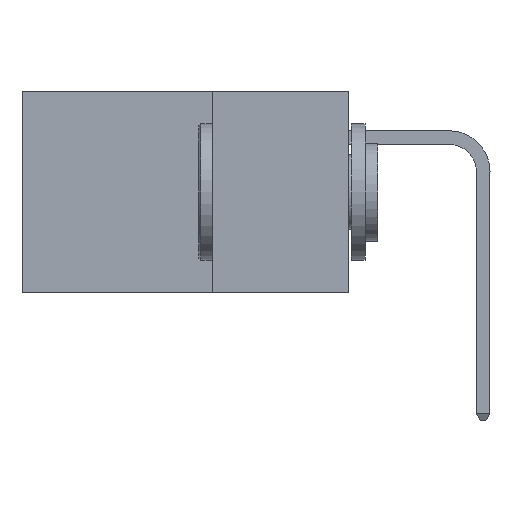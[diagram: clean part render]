
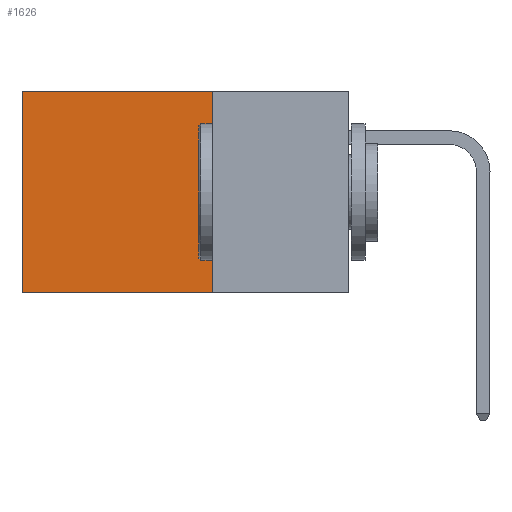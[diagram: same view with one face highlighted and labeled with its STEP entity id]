
A CAD part, left-side view. The second image highlights one B-rep face of the part: STEP entity #1626.
In plain terms, the highlighted planar face has unit normal (-1, 0, 0).
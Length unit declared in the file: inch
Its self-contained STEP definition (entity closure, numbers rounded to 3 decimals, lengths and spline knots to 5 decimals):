
#1624 = VERTEX_POINT ( 'NONE', #23246 ) ;
#1626 = ADVANCED_FACE ( 'NONE', ( #9749 ), #23239, .F. ) ;
#4072 = DIRECTION ( 'NONE',  ( 0., 1., 0. ) ) ;
#6009 = DIRECTION ( 'NONE',  ( 0., 0., -1. ) ) ;
#6696 = CARTESIAN_POINT ( 'NONE',  ( 0.2875, 0.6, 0. ) ) ;
#6957 = ORIENTED_EDGE ( 'NONE', *, *, #11025, .F. ) ;
#6973 = DIRECTION ( 'NONE',  ( 0., 0., -1. ) ) ;
#7157 = LINE ( 'NONE', #29173, #7635 ) ;
#7269 = CARTESIAN_POINT ( 'NONE',  ( 0.2875, 0.6, 0. ) ) ;
#7635 = VECTOR ( 'NONE', #12326, 39.37008 ) ;
#7636 = EDGE_CURVE ( 'NONE', #14043, #35880, #13433, .T. ) ;
#8262 = VECTOR ( 'NONE', #6009, 39.37008 ) ;
#8680 = LINE ( 'NONE', #17400, #8262 ) ;
#9693 = EDGE_CURVE ( 'NONE', #1624, #35880, #24996, .T. ) ;
#9749 = FACE_OUTER_BOUND ( 'NONE', #13436, .T. ) ;
#11025 = EDGE_CURVE ( 'NONE', #18140, #1624, #8680, .T. ) ;
#11770 = ORIENTED_EDGE ( 'NONE', *, *, #7636, .T. ) ;
#12326 = DIRECTION ( 'NONE',  ( 0., 1., 0. ) ) ;
#12532 = VECTOR ( 'NONE', #6973, 39.37008 ) ;
#12851 = CARTESIAN_POINT ( 'NONE',  ( 0.2875, 0.25, 0. ) ) ;
#13433 = LINE ( 'NONE', #7269, #12532 ) ;
#13436 = EDGE_LOOP ( 'NONE', ( #11770, #30660, #6957, #34731 ) ) ;
#13626 = EDGE_CURVE ( 'NONE', #18140, #14043, #7157, .T. ) ;
#14043 = VERTEX_POINT ( 'NONE', #6696 ) ;
#17400 = CARTESIAN_POINT ( 'NONE',  ( 0.2875, 0.25, 0. ) ) ;
#18140 = VERTEX_POINT ( 'NONE', #12851 ) ;
#21267 = CARTESIAN_POINT ( 'NONE',  ( 0.2875, 0.25, -0.37 ) ) ;
#22146 = AXIS2_PLACEMENT_3D ( 'NONE', #23406, #23208, #23171 ) ;
#23171 = DIRECTION ( 'NONE',  ( 0., 0., -1. ) ) ;
#23208 = DIRECTION ( 'NONE',  ( 1., 0., 0. ) ) ;
#23239 = PLANE ( 'NONE',  #22146 ) ;
#23246 = CARTESIAN_POINT ( 'NONE',  ( 0.2875, 0.25, -0.37 ) ) ;
#23406 = CARTESIAN_POINT ( 'NONE',  ( 0.2875, 0.25, 0. ) ) ;
#24848 = VECTOR ( 'NONE', #4072, 39.37008 ) ;
#24996 = LINE ( 'NONE', #21267, #24848 ) ;
#29173 = CARTESIAN_POINT ( 'NONE',  ( 0.2875, 0.25, 0. ) ) ;
#30660 = ORIENTED_EDGE ( 'NONE', *, *, #9693, .F. ) ;
#34731 = ORIENTED_EDGE ( 'NONE', *, *, #13626, .T. ) ;
#35148 = CARTESIAN_POINT ( 'NONE',  ( 0.2875, 0.6, -0.37 ) ) ;
#35880 = VERTEX_POINT ( 'NONE', #35148 ) ;
